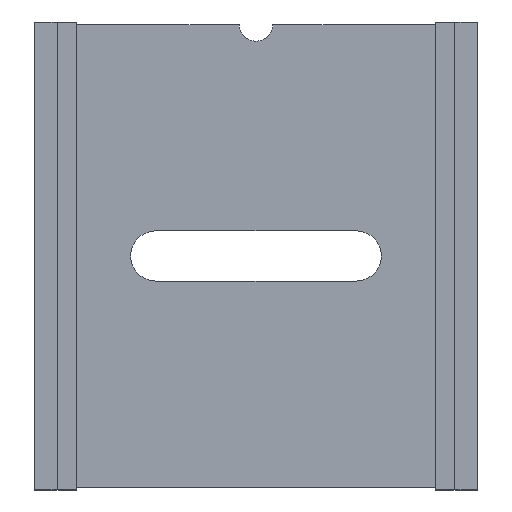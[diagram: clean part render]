
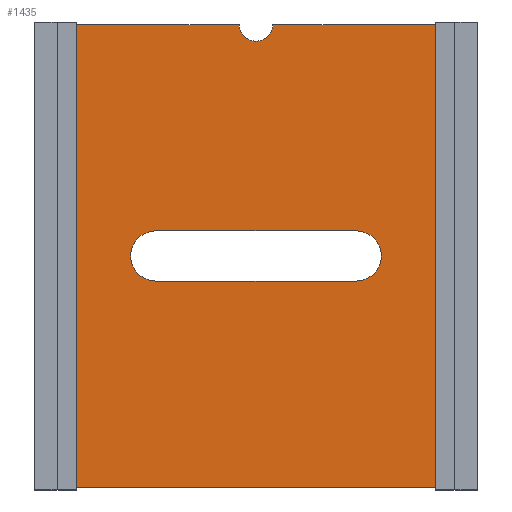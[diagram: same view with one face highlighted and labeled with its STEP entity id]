
A CAD part, top view. The second image highlights one B-rep face of the part: STEP entity #1435.
In plain terms, the highlighted planar face has unit normal (0, 0, 1).
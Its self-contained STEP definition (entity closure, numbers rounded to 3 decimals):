
#1 = ORIENTED_EDGE ( 'NONE', *, *, #580, .F. ) ;
#2 = EDGE_CURVE ( 'NONE', #993, #856, #1220, .T. ) ;
#16 = DIRECTION ( 'NONE',  ( 1., 0., 0. ) ) ;
#35 = DIRECTION ( 'NONE',  ( 0., 1., 0. ) ) ;
#40 = ORIENTED_EDGE ( 'NONE', *, *, #691, .F. ) ;
#59 = DIRECTION ( 'NONE',  ( 1., 0., 0. ) ) ;
#75 = VERTEX_POINT ( 'NONE', #349 ) ;
#105 = CARTESIAN_POINT ( 'NONE',  ( -107.5, -138.5, 22. ) ) ;
#158 = EDGE_CURVE ( 'NONE', #756, #804, #742, .T. ) ;
#184 = EDGE_CURVE ( 'NONE', #802, #804, #1290, .T. ) ;
#200 = CARTESIAN_POINT ( 'NONE',  ( 60., -15., 22. ) ) ;
#231 = DIRECTION ( 'NONE',  ( 0., 0., 1. ) ) ;
#252 = ORIENTED_EDGE ( 'NONE', *, *, #996, .F. ) ;
#259 = DIRECTION ( 'NONE',  ( 0., 0., 1. ) ) ;
#296 = EDGE_CURVE ( 'NONE', #856, #1312, #561, .T. ) ;
#315 = CIRCLE ( 'NONE', #1470, 15. ) ;
#334 = VECTOR ( 'NONE', #59, 1000. ) ;
#349 = CARTESIAN_POINT ( 'NONE',  ( 60., 15., 22. ) ) ;
#374 = CARTESIAN_POINT ( 'NONE',  ( 10., 138.5, 22. ) ) ;
#386 = CARTESIAN_POINT ( 'NONE',  ( -60., 15., 22. ) ) ;
#444 = CARTESIAN_POINT ( 'NONE',  ( -107.5, 138.5, 22. ) ) ;
#484 = DIRECTION ( 'NONE',  ( 0., 0., 1. ) ) ;
#488 = AXIS2_PLACEMENT_3D ( 'NONE', #1413, #259, #1594 ) ;
#494 = ORIENTED_EDGE ( 'NONE', *, *, #184, .F. ) ;
#497 = DIRECTION ( 'NONE',  ( 0., 0., 1. ) ) ;
#499 = DIRECTION ( 'NONE',  ( 1., 0., 0. ) ) ;
#508 = EDGE_LOOP ( 'NONE', ( #40, #252, #1671, #1141, #1296, #494 ) ) ;
#534 = VERTEX_POINT ( 'NONE', #1505 ) ;
#550 = CIRCLE ( 'NONE', #1281, 10. ) ;
#551 = VERTEX_POINT ( 'NONE', #1101 ) ;
#561 = CIRCLE ( 'NONE', #798, 15. ) ;
#566 = EDGE_CURVE ( 'NONE', #534, #756, #1094, .T. ) ;
#573 = EDGE_LOOP ( 'NONE', ( #978, #1, #948, #590, #784 ) ) ;
#580 = EDGE_CURVE ( 'NONE', #75, #551, #1052, .T. ) ;
#584 = CARTESIAN_POINT ( 'NONE',  ( 75., 0., 22. ) ) ;
#586 = LINE ( 'NONE', #105, #1316 ) ;
#590 = ORIENTED_EDGE ( 'NONE', *, *, #296, .F. ) ;
#606 = DIRECTION ( 'NONE',  ( 1., 0., 0. ) ) ;
#650 = CARTESIAN_POINT ( 'NONE',  ( -107.5, 138.5, 22. ) ) ;
#651 = DIRECTION ( 'NONE',  ( 1., 0., 0. ) ) ;
#685 = PLANE ( 'NONE',  #917 ) ;
#691 = EDGE_CURVE ( 'NONE', #1538, #802, #550, .T. ) ;
#732 = CARTESIAN_POINT ( 'NONE',  ( 107.5, 138.5, 22. ) ) ;
#742 = LINE ( 'NONE', #1373, #1514 ) ;
#753 = CARTESIAN_POINT ( 'NONE',  ( -107.5, 138.5, 22. ) ) ;
#756 = VERTEX_POINT ( 'NONE', #815 ) ;
#765 = CARTESIAN_POINT ( 'NONE',  ( 60., 0., 22. ) ) ;
#773 = CARTESIAN_POINT ( 'NONE',  ( -60., -15., 22. ) ) ;
#784 = ORIENTED_EDGE ( 'NONE', *, *, #2, .F. ) ;
#798 = AXIS2_PLACEMENT_3D ( 'NONE', #765, #1044, #1566 ) ;
#802 = VERTEX_POINT ( 'NONE', #374 ) ;
#804 = VERTEX_POINT ( 'NONE', #732 ) ;
#809 = EDGE_CURVE ( 'NONE', #1312, #75, #1473, .T. ) ;
#815 = CARTESIAN_POINT ( 'NONE',  ( 107.5, -138.5, 22. ) ) ;
#828 = DIRECTION ( 'NONE',  ( 1., 0., 0. ) ) ;
#843 = FACE_BOUND ( 'NONE', #573, .T. ) ;
#856 = VERTEX_POINT ( 'NONE', #200 ) ;
#865 = VECTOR ( 'NONE', #1199, 1000. ) ;
#917 = AXIS2_PLACEMENT_3D ( 'NONE', #1539, #231, #1496 ) ;
#948 = ORIENTED_EDGE ( 'NONE', *, *, #809, .F. ) ;
#977 = FACE_OUTER_BOUND ( 'NONE', #508, .T. ) ;
#978 = ORIENTED_EDGE ( 'NONE', *, *, #1154, .F. ) ;
#993 = VERTEX_POINT ( 'NONE', #1131 ) ;
#996 = EDGE_CURVE ( 'NONE', #1150, #1538, #1386, .T. ) ;
#1044 = DIRECTION ( 'NONE',  ( 0., 0., 1. ) ) ;
#1052 = LINE ( 'NONE', #386, #865 ) ;
#1055 = CARTESIAN_POINT ( 'NONE',  ( -60., 0., 22. ) ) ;
#1068 = VECTOR ( 'NONE', #606, 1000. ) ;
#1094 = LINE ( 'NONE', #1646, #1068 ) ;
#1101 = CARTESIAN_POINT ( 'NONE',  ( -60., 15., 22. ) ) ;
#1122 = CARTESIAN_POINT ( 'NONE',  ( 0., 138.5, 22. ) ) ;
#1131 = CARTESIAN_POINT ( 'NONE',  ( -60., -15., 22. ) ) ;
#1141 = ORIENTED_EDGE ( 'NONE', *, *, #566, .T. ) ;
#1150 = VERTEX_POINT ( 'NONE', #650 ) ;
#1154 = EDGE_CURVE ( 'NONE', #551, #993, #315, .T. ) ;
#1167 = CARTESIAN_POINT ( 'NONE',  ( -10., 138.5, 22. ) ) ;
#1199 = DIRECTION ( 'NONE',  ( -1., 0., 0. ) ) ;
#1220 = LINE ( 'NONE', #773, #334 ) ;
#1227 = DIRECTION ( 'NONE',  ( 0., 1., 0. ) ) ;
#1281 = AXIS2_PLACEMENT_3D ( 'NONE', #1122, #497, #16 ) ;
#1290 = LINE ( 'NONE', #753, #1553 ) ;
#1296 = ORIENTED_EDGE ( 'NONE', *, *, #158, .T. ) ;
#1312 = VERTEX_POINT ( 'NONE', #584 ) ;
#1316 = VECTOR ( 'NONE', #35, 1000. ) ;
#1373 = CARTESIAN_POINT ( 'NONE',  ( 107.5, -138.5, 22. ) ) ;
#1386 = LINE ( 'NONE', #444, #1530 ) ;
#1413 = CARTESIAN_POINT ( 'NONE',  ( 60., 0., 22. ) ) ;
#1435 = ADVANCED_FACE ( 'NONE', ( #977, #843 ), #685, .T. ) ;
#1470 = AXIS2_PLACEMENT_3D ( 'NONE', #1055, #484, #651 ) ;
#1473 = CIRCLE ( 'NONE', #488, 15. ) ;
#1496 = DIRECTION ( 'NONE',  ( 1., 0., 0. ) ) ;
#1505 = CARTESIAN_POINT ( 'NONE',  ( -107.5, -138.5, 22. ) ) ;
#1514 = VECTOR ( 'NONE', #1227, 1000. ) ;
#1530 = VECTOR ( 'NONE', #499, 1000. ) ;
#1538 = VERTEX_POINT ( 'NONE', #1167 ) ;
#1539 = CARTESIAN_POINT ( 'NONE',  ( -107.5, -138.5, 22. ) ) ;
#1553 = VECTOR ( 'NONE', #828, 1000. ) ;
#1566 = DIRECTION ( 'NONE',  ( 1., 0., 0. ) ) ;
#1594 = DIRECTION ( 'NONE',  ( 1., 0., 0. ) ) ;
#1646 = CARTESIAN_POINT ( 'NONE',  ( -107.5, -138.5, 22. ) ) ;
#1671 = ORIENTED_EDGE ( 'NONE', *, *, #1675, .F. ) ;
#1675 = EDGE_CURVE ( 'NONE', #534, #1150, #586, .T. ) ;
